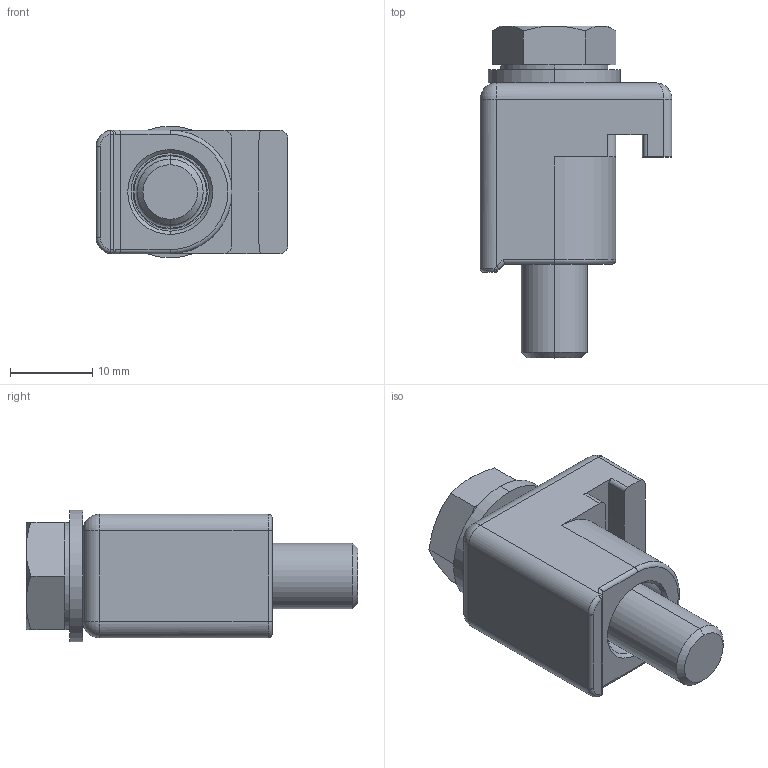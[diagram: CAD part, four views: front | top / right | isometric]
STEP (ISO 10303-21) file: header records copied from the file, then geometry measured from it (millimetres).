
FILE_DESCRIPTION (( 'STEP AP214' ), '1' );
FILE_NAME ('ISO63SCS-assy.STEP', '2010-02-11T09:32:47', ( 'Hositrad' ), ( 'Hositrad' ), 'SwSTEP 2.0', 'SolidWorks 2010', '' );
FILE_SCHEMA (( 'AUTOMOTIVE_DESIGN' ));
Length unit declared in the file: millimetre
Products named in the file (4): ISO-SCS-wall_63SCS; Hexagon head screw ISO 4017_ISO 4017 - M8 x 35-N; Washer ISO 7091_Washer ISO 7091 - 8; ISO63SCS-assy
Assembly tree (3 placements, depth 2):
  ISO63SCS-assy
    ISO-SCS-wall_63SCS
    Hexagon head screw ISO 4017_ISO 4017 - M8 x 35-N
    Washer ISO 7091_Washer ISO 7091 - 8
Bounding box: 23.3 x 40.3 x 16 mm (x, y, z)
Volume: 7021.7 mm3; surface area: 4368.6 mm2
Topology: 3 solids, 3 shells, 85 faces, 191 edges, 107 vertices
Faces by surface type: cylinder 30, plane 30, cone 12, torus 5, sphere 4, bspline 4
Entity records: 2799 total; most frequent: CARTESIAN_POINT 799, DIRECTION 417, ORIENTED_EDGE 370, EDGE_CURVE 185, AXIS2_PLACEMENT_3D 167, VERTEX_POINT 107, EDGE_LOOP 90, ADVANCED_FACE 85
